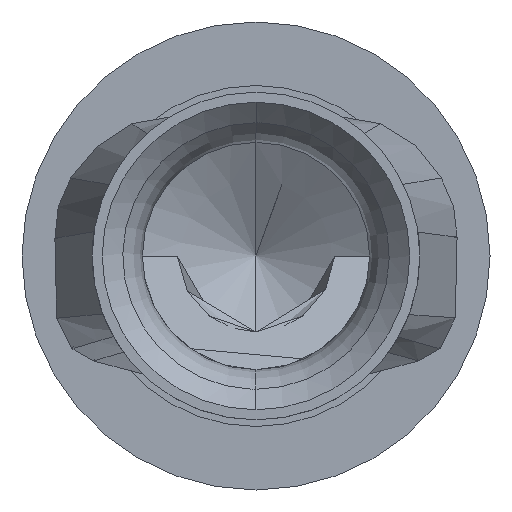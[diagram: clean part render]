
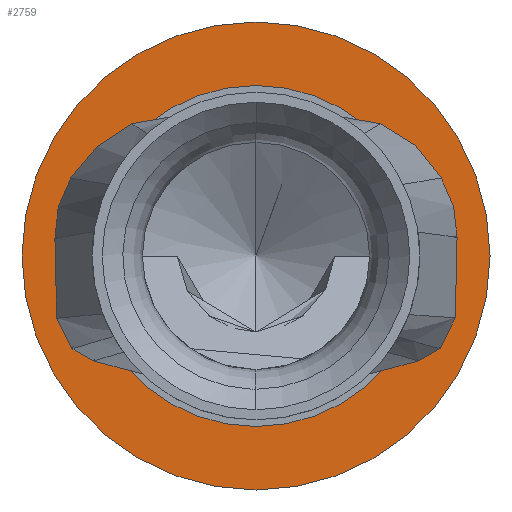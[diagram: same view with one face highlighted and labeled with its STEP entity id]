
A CAD part, left-side view. The second image highlights one B-rep face of the part: STEP entity #2759.
In plain terms, the highlighted planar face has unit normal (-1, 0, 0).
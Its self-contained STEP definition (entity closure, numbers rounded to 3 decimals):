
#787=CARTESIAN_POINT('',(0.45,0.,0.));
#788=DIRECTION('',(1.,0.,0.));
#789=DIRECTION('',(0.,0.,-1.));
#790=AXIS2_PLACEMENT_3D('',#787,#788,#789);
#792=CARTESIAN_POINT('',(0.45,0.,0.));
#793=DIRECTION('',(1.,0.,0.));
#794=DIRECTION('',(0.,0.,1.));
#795=AXIS2_PLACEMENT_3D('',#792,#793,#794);
#797=CARTESIAN_POINT('',(0.45,0.,0.));
#798=DIRECTION('',(-1.,0.,0.));
#799=DIRECTION('',(0.,0.,-1.));
#800=AXIS2_PLACEMENT_3D('',#797,#798,#799);
#802=CARTESIAN_POINT('',(0.45,0.,0.));
#803=DIRECTION('',(-1.,0.,0.));
#804=DIRECTION('',(0.,0.,1.));
#805=AXIS2_PLACEMENT_3D('',#802,#803,#804);
#1640=CARTESIAN_POINT('',(0.45,0.,1.275));
#1641=CARTESIAN_POINT('',(0.45,0.,-1.275));
#1642=VERTEX_POINT('',#1640);
#1643=VERTEX_POINT('',#1641);
#1650=CARTESIAN_POINT('',(0.45,0.,-1.75));
#1651=CARTESIAN_POINT('',(0.45,0.,1.75));
#1652=VERTEX_POINT('',#1650);
#1653=VERTEX_POINT('',#1651);
#2744=CARTESIAN_POINT('',(0.45,0.,0.));
#2745=DIRECTION('',(1.,0.,0.));
#2746=DIRECTION('',(0.,0.,-1.));
#2747=AXIS2_PLACEMENT_3D('',#2744,#2745,#2746);
#2748=PLANE('',#2747);
#2750=ORIENTED_EDGE('',*,*,#2749,.T.);
#2752=ORIENTED_EDGE('',*,*,#2751,.T.);
#2753=EDGE_LOOP('',(#2750,#2752));
#2754=FACE_OUTER_BOUND('',#2753,.F.);
#2755=ORIENTED_EDGE('',*,*,#2718,.T.);
#2756=ORIENTED_EDGE('',*,*,#2738,.T.);
#2757=EDGE_LOOP('',(#2755,#2756));
#2758=FACE_BOUND('',#2757,.F.);
#2759=ADVANCED_FACE('',(#2754,#2758),#2748,.F.);
#791=CIRCLE('',#790,1.75);
#796=CIRCLE('',#795,1.75);
#801=CIRCLE('',#800,1.275);
#806=CIRCLE('',#805,1.275);
#2718=EDGE_CURVE('',#1643,#1642,#801,.T.);
#2738=EDGE_CURVE('',#1642,#1643,#806,.T.);
#2749=EDGE_CURVE('',#1652,#1653,#791,.T.);
#2751=EDGE_CURVE('',#1653,#1652,#796,.T.);
